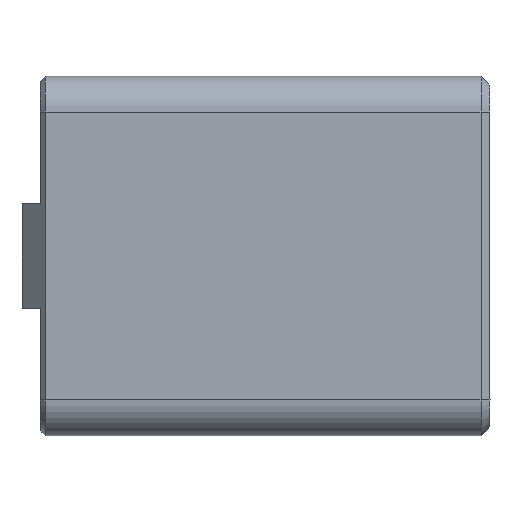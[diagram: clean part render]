
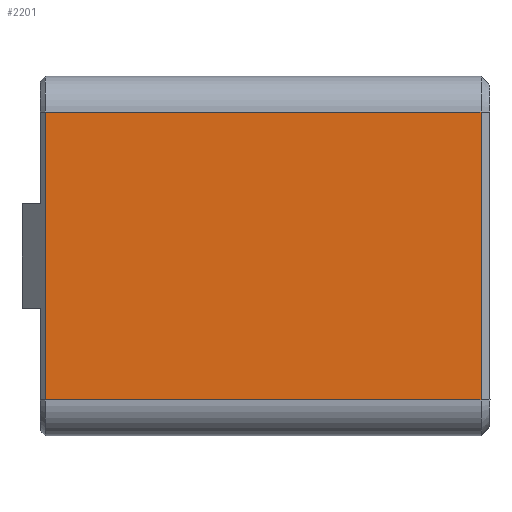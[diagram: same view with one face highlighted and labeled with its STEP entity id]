
A CAD part, left-side view. The second image highlights one B-rep face of the part: STEP entity #2201.
In plain terms, the highlighted planar face has unit normal (-1, 0, 0).
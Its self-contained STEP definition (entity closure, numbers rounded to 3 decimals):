
#104 = DIRECTION ( 'NONE',  ( 0., 0., 1. ) ) ;
#175 = FACE_OUTER_BOUND ( 'NONE', #2347, .T. ) ;
#198 = VECTOR ( 'NONE', #3908, 1000. ) ;
#230 = CARTESIAN_POINT ( 'NONE',  ( -54.993, 22., -367. ) ) ;
#264 = ORIENTED_EDGE ( 'NONE', *, *, #1556, .T. ) ;
#496 = CARTESIAN_POINT ( 'NONE',  ( -54.993, 21.7, -349. ) ) ;
#588 = LINE ( 'NONE', #230, #198 ) ;
#633 = ORIENTED_EDGE ( 'NONE', *, *, #2451, .T. ) ;
#730 = EDGE_CURVE ( 'NONE', #3294, #1401, #4144, .T. ) ;
#1115 = VECTOR ( 'NONE', #104, 1000. ) ;
#1169 = DIRECTION ( 'NONE',  ( 0., -1., 0. ) ) ;
#1172 = AXIS2_PLACEMENT_3D ( 'NONE', #3613, #2965, #2623 ) ;
#1201 = VECTOR ( 'NONE', #1169, 1000. ) ;
#1206 = PLANE ( 'NONE',  #1172 ) ;
#1211 = ORIENTED_EDGE ( 'NONE', *, *, #730, .T. ) ;
#1234 = VERTEX_POINT ( 'NONE', #2078 ) ;
#1401 = VERTEX_POINT ( 'NONE', #2596 ) ;
#1556 = EDGE_CURVE ( 'NONE', #1234, #2169, #3482, .T. ) ;
#2078 = CARTESIAN_POINT ( 'NONE',  ( -54.993, -2.5, -367. ) ) ;
#2169 = VERTEX_POINT ( 'NONE', #2858 ) ;
#2201 = ADVANCED_FACE ( 'NONE', ( #175 ), #1206, .T. ) ;
#2318 = VECTOR ( 'NONE', #2789, 1000. ) ;
#2347 = EDGE_LOOP ( 'NONE', ( #3782, #1211, #633, #264 ) ) ;
#2451 = EDGE_CURVE ( 'NONE', #1401, #1234, #588, .T. ) ;
#2569 = CARTESIAN_POINT ( 'NONE',  ( -54.993, 22., -351. ) ) ;
#2596 = CARTESIAN_POINT ( 'NONE',  ( -54.993, 21.7, -367. ) ) ;
#2623 = DIRECTION ( 'NONE',  ( 0., 0., 1. ) ) ;
#2789 = DIRECTION ( 'NONE',  ( 0., 0., -1. ) ) ;
#2858 = CARTESIAN_POINT ( 'NONE',  ( -54.993, -2.5, -351. ) ) ;
#2896 = CARTESIAN_POINT ( 'NONE',  ( -54.993, 21.7, -351. ) ) ;
#2965 = DIRECTION ( 'NONE',  ( -1., 0., 0. ) ) ;
#3089 = CARTESIAN_POINT ( 'NONE',  ( -54.993, -2.5, -349. ) ) ;
#3294 = VERTEX_POINT ( 'NONE', #2896 ) ;
#3482 = LINE ( 'NONE', #3089, #1115 ) ;
#3611 = EDGE_CURVE ( 'NONE', #3294, #2169, #4164, .T. ) ;
#3613 = CARTESIAN_POINT ( 'NONE',  ( -54.993, 22., -349. ) ) ;
#3782 = ORIENTED_EDGE ( 'NONE', *, *, #3611, .F. ) ;
#3908 = DIRECTION ( 'NONE',  ( 0., -1., 0. ) ) ;
#4144 = LINE ( 'NONE', #496, #2318 ) ;
#4164 = LINE ( 'NONE', #2569, #1201 ) ;
